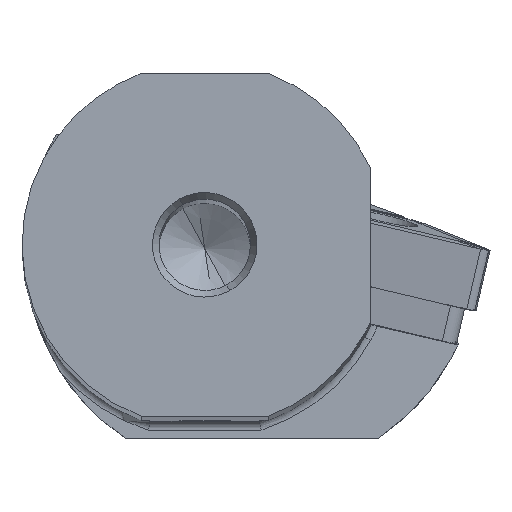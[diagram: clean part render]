
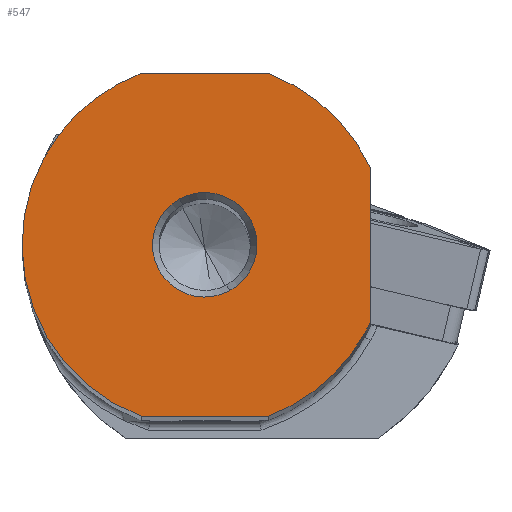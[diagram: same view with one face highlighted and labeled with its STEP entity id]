
A CAD part, top view. The second image highlights one B-rep face of the part: STEP entity #547.
In plain terms, the highlighted planar face has unit normal (0, 0, 1).
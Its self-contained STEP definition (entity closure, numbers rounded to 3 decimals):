
#286=AXIS2_PLACEMENT_3D('Circle Axis2P3D',#284,#285,$) ;
#303=AXIS2_PLACEMENT_3D('Circle Axis2P3D',#301,#302,$) ;
#464=AXIS2_PLACEMENT_3D('Circle Axis2P3D',#462,#463,$) ;
#491=AXIS2_PLACEMENT_3D('Plane Axis2P3D',#488,#489,#490) ;
#504=AXIS2_PLACEMENT_3D('Circle Axis2P3D',#502,#503,$) ;
#509=AXIS2_PLACEMENT_3D('Circle Axis2P3D',#507,#508,$) ;
#516=AXIS2_PLACEMENT_3D('Circle Axis2P3D',#514,#515,$) ;
#530=AXIS2_PLACEMENT_3D('Circle Axis2P3D',#528,#529,$) ;
#274=CARTESIAN_POINT('Vertex',(2.194,-4.017,0.)) ;
#281=CARTESIAN_POINT('Vertex',(-2.194,4.017,0.)) ;
#284=CARTESIAN_POINT('Axis2P3D Location',(0.,0.,0.)) ;
#301=CARTESIAN_POINT('Axis2P3D Location',(0.,0.,0.)) ;
#427=CARTESIAN_POINT('Vertex',(5.568,-15.,0.)) ;
#430=CARTESIAN_POINT('Line Origine',(0.,-15.,0.)) ;
#434=CARTESIAN_POINT('Vertex',(-5.568,-15.,0.)) ;
#462=CARTESIAN_POINT('Axis2P3D Location',(0.,0.,0.)) ;
#466=CARTESIAN_POINT('Vertex',(-14.041,7.671,0.)) ;
#488=CARTESIAN_POINT('Axis2P3D Location',(15.,0.,0.)) ;
#493=CARTESIAN_POINT('Line Origine',(0.,15.,0.)) ;
#497=CARTESIAN_POINT('Vertex',(5.568,15.,0.)) ;
#499=CARTESIAN_POINT('Vertex',(-5.568,15.,0.)) ;
#502=CARTESIAN_POINT('Axis2P3D Location',(0.,0.,0.)) ;
#507=CARTESIAN_POINT('Axis2P3D Location',(0.,0.,0.)) ;
#511=CARTESIAN_POINT('Vertex',(14.041,-7.671,0.)) ;
#514=CARTESIAN_POINT('Axis2P3D Location',(0.,0.,0.)) ;
#518=CARTESIAN_POINT('Vertex',(14.5,-6.764,0.)) ;
#521=CARTESIAN_POINT('Line Origine',(14.5,0.,0.)) ;
#525=CARTESIAN_POINT('Vertex',(14.5,6.764,0.)) ;
#528=CARTESIAN_POINT('Axis2P3D Location',(0.,0.,0.)) ;
#285=DIRECTION('Axis2P3D Direction',(0.,0.,-1.)) ;
#302=DIRECTION('Axis2P3D Direction',(0.,0.,-1.)) ;
#431=DIRECTION('Vector Direction',(1.,0.,0.)) ;
#463=DIRECTION('Axis2P3D Direction',(0.,0.,-1.)) ;
#489=DIRECTION('Axis2P3D Direction',(0.,0.,-1.)) ;
#490=DIRECTION('Axis2P3D XDirection',(-1.,0.,0.)) ;
#494=DIRECTION('Vector Direction',(-1.,0.,0.)) ;
#503=DIRECTION('Axis2P3D Direction',(0.,0.,-1.)) ;
#508=DIRECTION('Axis2P3D Direction',(0.,0.,-1.)) ;
#515=DIRECTION('Axis2P3D Direction',(0.,0.,-1.)) ;
#522=DIRECTION('Vector Direction',(0.,-1.,0.)) ;
#529=DIRECTION('Axis2P3D Direction',(0.,0.,-1.)) ;
#432=VECTOR('Line Direction',#431,1.) ;
#495=VECTOR('Line Direction',#494,1.) ;
#523=VECTOR('Line Direction',#522,1.) ;
#534=ORIENTED_EDGE('',*,*,#501,.T.) ;
#535=ORIENTED_EDGE('',*,*,#506,.T.) ;
#536=ORIENTED_EDGE('',*,*,#468,.T.) ;
#537=ORIENTED_EDGE('',*,*,#436,.T.) ;
#538=ORIENTED_EDGE('',*,*,#513,.F.) ;
#539=ORIENTED_EDGE('',*,*,#520,.T.) ;
#540=ORIENTED_EDGE('',*,*,#527,.F.) ;
#541=ORIENTED_EDGE('',*,*,#532,.T.) ;
#544=ORIENTED_EDGE('',*,*,#288,.F.) ;
#545=ORIENTED_EDGE('',*,*,#305,.F.) ;
#546=FACE_BOUND('',#543,.T.) ;
#547=ADVANCED_FACE('NOCUT',(#542,#546),#492,.F.) ;
#287=CIRCLE('generated circle',#286,4.577) ;
#304=CIRCLE('generated circle',#303,4.577) ;
#465=CIRCLE('generated circle',#464,16.) ;
#505=CIRCLE('generated circle',#504,16.) ;
#510=CIRCLE('generated circle',#509,16.) ;
#517=CIRCLE('generated circle',#516,16.) ;
#531=CIRCLE('generated circle',#530,16.) ;
#288=EDGE_CURVE('',#282,#275,#287,.F.) ;
#305=EDGE_CURVE('',#275,#282,#304,.F.) ;
#436=EDGE_CURVE('',#435,#428,#433,.T.) ;
#468=EDGE_CURVE('',#467,#435,#465,.F.) ;
#501=EDGE_CURVE('',#498,#500,#496,.T.) ;
#506=EDGE_CURVE('',#500,#467,#505,.F.) ;
#513=EDGE_CURVE('',#512,#428,#510,.T.) ;
#520=EDGE_CURVE('',#512,#519,#517,.F.) ;
#527=EDGE_CURVE('',#526,#519,#524,.T.) ;
#532=EDGE_CURVE('',#526,#498,#531,.F.) ;
#533=EDGE_LOOP('',(#534,#535,#536,#537,#538,#539,#540,#541)) ;
#543=EDGE_LOOP('',(#544,#545)) ;
#542=FACE_OUTER_BOUND('',#533,.T.) ;
#433=LINE('Line',#430,#432) ;
#496=LINE('Line',#493,#495) ;
#524=LINE('Line',#521,#523) ;
#492=PLANE('',#491) ;
#275=VERTEX_POINT('',#274) ;
#282=VERTEX_POINT('',#281) ;
#428=VERTEX_POINT('',#427) ;
#435=VERTEX_POINT('',#434) ;
#467=VERTEX_POINT('',#466) ;
#498=VERTEX_POINT('',#497) ;
#500=VERTEX_POINT('',#499) ;
#512=VERTEX_POINT('',#511) ;
#519=VERTEX_POINT('',#518) ;
#526=VERTEX_POINT('',#525) ;
